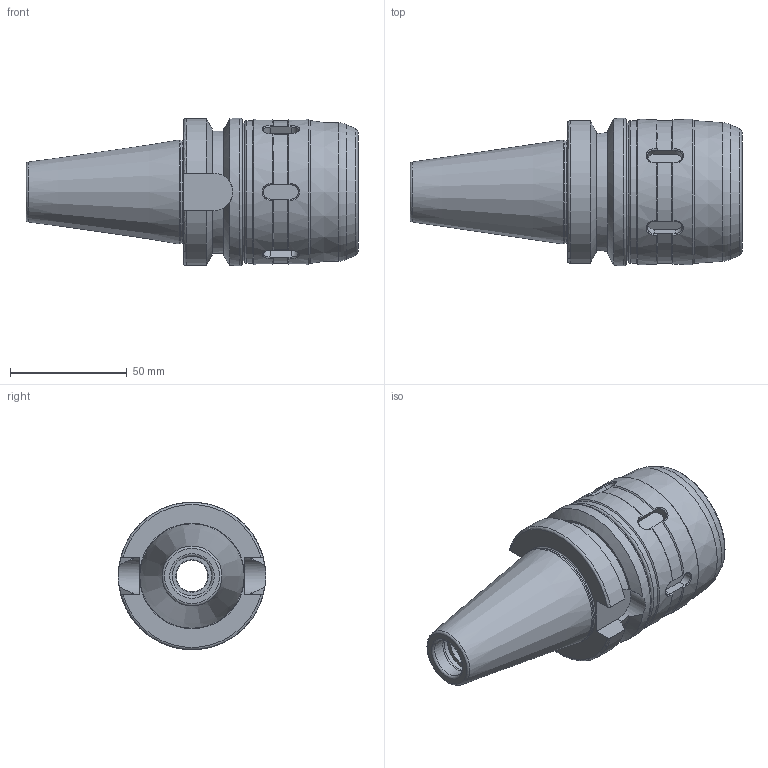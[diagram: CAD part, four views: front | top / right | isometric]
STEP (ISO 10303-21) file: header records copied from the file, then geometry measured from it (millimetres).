
FILE_DESCRIPTION(/* description */ (''),/* implementation_level */ '2;1');
FILE_NAME(/* name */ 'BT40-C25-76.stp',/* time_stamp */ '2023-03-14T08:53:30+09:00',/* author */ ('eos'),/* organization */ (''),/* preprocessor_version */ 'ST-DEVELOPER v18.1',/* originating_system */ 'Autodesk Inventor 2022',/* authorisation */ '');
FILE_SCHEMA (('AUTOMOTIVE_DESIGN { 1 0 10303 214 3 1 1 }'));
Length unit declared in the file: millimetre
Products named in the file (3): BT40-C25-76; BT40; C32-CAP
Assembly tree (2 placements, depth 2):
  BT40-C25-76
    BT40
    C32-CAP
Bounding box: 141.9 x 63 x 63 mm (x, y, z)
Volume: 208902.3 mm3; surface area: 53227.7 mm2
Topology: 2 solids, 2 shells, 171 faces, 422 edges, 269 vertices
Faces by surface type: plane 70, cylinder 45, cone 30, torus 14, bspline 12
Full cylindrical faces by diameter (mm): 13.5 x1, 13.835 x1, 17 x1, 17.6 x1, 25 x1, 26 x1, 31.6 x1, 35.2 x1, 37.9 x1, 39.2 x1, 44 x1, 44.5 x3, 46.45 x2, 59 x1, 61 x1, 62 x2, 63 x1
Entity records: 6046 total; most frequent: CARTESIAN_POINT 2008, ORIENTED_EDGE 844, DIRECTION 801, EDGE_CURVE 422, AXIS2_PLACEMENT_3D 308, VERTEX_POINT 269, EDGE_LOOP 189, LINE 185
